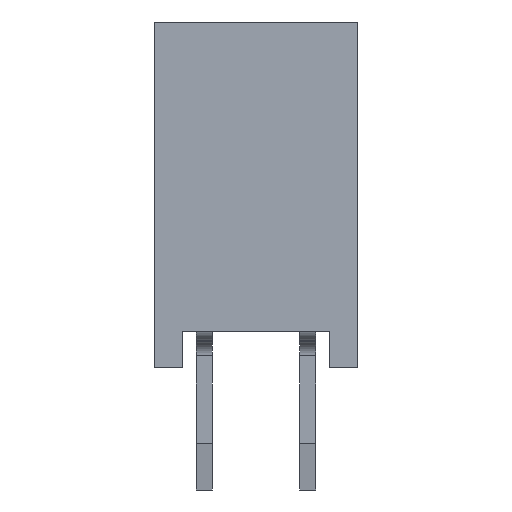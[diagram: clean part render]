
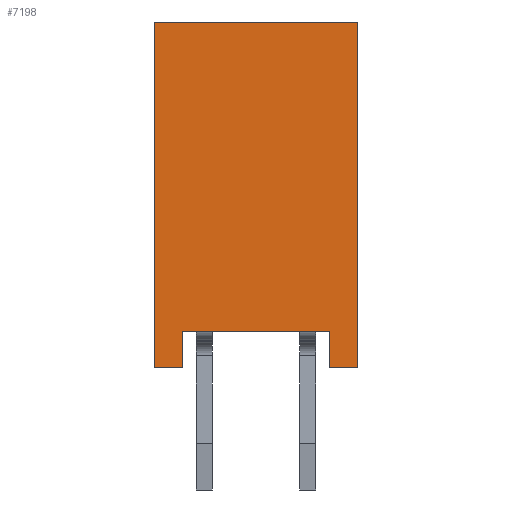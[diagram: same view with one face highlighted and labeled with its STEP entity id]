
A CAD part, left-side view. The second image highlights one B-rep face of the part: STEP entity #7198.
In plain terms, the highlighted planar face has unit normal (-1, 0, 0).
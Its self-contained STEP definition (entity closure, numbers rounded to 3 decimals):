
#7198=ADVANCED_FACE('',(#13044),#13046,.T.);
#13044=FACE_BOUND('',#13045,.T.);
#13045=EDGE_LOOP('',(#17974,#17975,#17976,#17977,#17978,#17979,#17980,#17981));
#13046=PLANE('',#13047);
#13047=AXIS2_PLACEMENT_3D('',#13048,#13049,#13050);
#13048=CARTESIAN_POINT('',(-1.67,0.,0.));
#13049=DIRECTION('',(-1.,0.,0.));
#13050=DIRECTION('',(0.,0.,-1.));
#17974=ORIENTED_EDGE('',*,*,#20855,.T.);
#17975=ORIENTED_EDGE('',*,*,#20856,.T.);
#17976=ORIENTED_EDGE('',*,*,#20857,.T.);
#17977=ORIENTED_EDGE('',*,*,#20858,.T.);
#17978=ORIENTED_EDGE('',*,*,#20859,.T.);
#17979=ORIENTED_EDGE('',*,*,#19742,.T.);
#17980=ORIENTED_EDGE('',*,*,#19917,.T.);
#17981=ORIENTED_EDGE('',*,*,#19656,.T.);
#19656=EDGE_CURVE('',#22937,#22935,#22938,.T.);
#19742=EDGE_CURVE('',#23031,#23029,#23032,.T.);
#19917=EDGE_CURVE('',#23029,#22937,#23221,.T.);
#20855=EDGE_CURVE('',#22935,#24626,#24628,.T.);
#20856=EDGE_CURVE('',#24626,#24629,#24630,.T.);
#20857=EDGE_CURVE('',#24629,#24631,#24632,.T.);
#20858=EDGE_CURVE('',#24631,#24633,#24634,.T.);
#20859=EDGE_CURVE('',#24633,#23031,#24635,.T.);
#22935=VERTEX_POINT('',#28659);
#22937=VERTEX_POINT('',#28663);
#22938=LINE('',#28664,#28665);
#23029=VERTEX_POINT('',#28925);
#23031=VERTEX_POINT('',#28929);
#23032=LINE('',#28930,#28931);
#23221=LINE('',#29469,#29470);
#24626=VERTEX_POINT('',#32748);
#24628=LINE('',#32752,#32753);
#24629=VERTEX_POINT('',#32755);
#24630=LINE('',#32756,#32757);
#24631=VERTEX_POINT('',#32759);
#24632=LINE('',#32760,#32761);
#24633=VERTEX_POINT('',#32763);
#24634=LINE('',#32764,#32765);
#24635=LINE('',#32767,#32768);
#28659=CARTESIAN_POINT('',(-1.67,-0.53,0.));
#28663=CARTESIAN_POINT('',(-1.67,-0.53,0.9));
#28664=CARTESIAN_POINT('',(-1.67,-0.53,0.9));
#28665=VECTOR('',#28666,1.);
#28666=DIRECTION('',(0.,0.,-1.));
#28925=CARTESIAN_POINT('',(-1.67,3.07,0.9));
#28929=CARTESIAN_POINT('',(-1.67,3.07,0.));
#28930=CARTESIAN_POINT('',(-1.67,3.07,0.));
#28931=VECTOR('',#28932,1.);
#28932=DIRECTION('',(0.,0.,1.));
#29469=CARTESIAN_POINT('',(-1.67,3.07,0.9));
#29470=VECTOR('',#29471,1.);
#29471=DIRECTION('',(0.,-1.,0.));
#32748=CARTESIAN_POINT('',(-1.67,-1.23,0.));
#32752=CARTESIAN_POINT('',(-1.67,-0.53,0.));
#32753=VECTOR('',#32754,1.);
#32754=DIRECTION('',(0.,-1.,0.));
#32755=CARTESIAN_POINT('',(-1.67,-1.23,8.5));
#32756=CARTESIAN_POINT('',(-1.67,-1.23,0.));
#32757=VECTOR('',#32758,1.);
#32758=DIRECTION('',(0.,0.,1.));
#32759=CARTESIAN_POINT('',(-1.67,3.77,8.5));
#32760=CARTESIAN_POINT('',(-1.67,-1.23,8.5));
#32761=VECTOR('',#32762,1.);
#32762=DIRECTION('',(0.,1.,0.));
#32763=CARTESIAN_POINT('',(-1.67,3.77,0.));
#32764=CARTESIAN_POINT('',(-1.67,3.77,8.5));
#32765=VECTOR('',#32766,1.);
#32766=DIRECTION('',(0.,0.,-1.));
#32767=CARTESIAN_POINT('',(-1.67,3.77,0.));
#32768=VECTOR('',#32769,1.);
#32769=DIRECTION('',(0.,-1.,0.));
